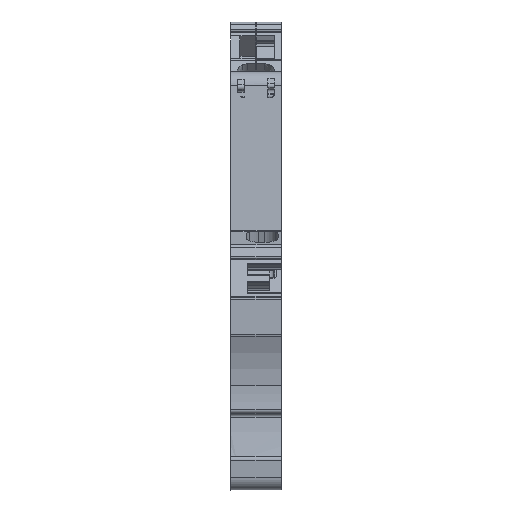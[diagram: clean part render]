
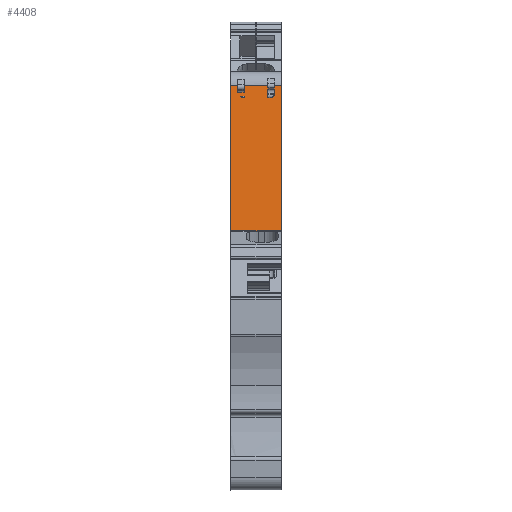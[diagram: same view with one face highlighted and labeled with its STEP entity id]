
A CAD part, front view. The second image highlights one B-rep face of the part: STEP entity #4408.
In plain terms, the highlighted planar face has unit normal (0, -0.994, 0.108).
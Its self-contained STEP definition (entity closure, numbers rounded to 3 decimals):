
#4275=AXIS2_PLACEMENT_3D('Plane Axis2P3D',#4272,#4273,#4274) ;
#4242=CARTESIAN_POINT('Vertex',(0.,9.22,40.358)) ;
#4254=CARTESIAN_POINT('Vertex',(7.9,9.22,40.358)) ;
#4257=CARTESIAN_POINT('Line Origine',(3.95,9.22,40.358)) ;
#4272=CARTESIAN_POINT('Axis2P3D Location',(-1.,9.22,40.358)) ;
#4277=CARTESIAN_POINT('Line Origine',(3.95,11.665,62.919)) ;
#4281=CARTESIAN_POINT('Vertex',(5.8,11.665,62.919)) ;
#4283=CARTESIAN_POINT('Vertex',(2.1,11.665,62.919)) ;
#4286=CARTESIAN_POINT('Line Origine',(2.1,11.61,62.412)) ;
#4290=CARTESIAN_POINT('Vertex',(2.1,11.555,61.904)) ;
#4293=CARTESIAN_POINT('Line Origine',(1.6,11.555,61.904)) ;
#4297=CARTESIAN_POINT('Vertex',(1.1,11.555,61.904)) ;
#4300=CARTESIAN_POINT('Line Origine',(1.1,11.61,62.412)) ;
#4304=CARTESIAN_POINT('Vertex',(1.1,11.665,62.919)) ;
#4307=CARTESIAN_POINT('Line Origine',(0.55,11.665,62.919)) ;
#4311=CARTESIAN_POINT('Vertex',(0.,11.665,62.919)) ;
#4314=CARTESIAN_POINT('Line Origine',(0.,10.442,51.639)) ;
#4319=CARTESIAN_POINT('Line Origine',(7.9,10.442,51.639)) ;
#4323=CARTESIAN_POINT('Vertex',(7.9,11.665,62.919)) ;
#4326=CARTESIAN_POINT('Line Origine',(7.35,11.665,62.919)) ;
#4330=CARTESIAN_POINT('Vertex',(6.8,11.665,62.919)) ;
#4333=CARTESIAN_POINT('Line Origine',(6.8,11.582,62.156)) ;
#4337=CARTESIAN_POINT('Vertex',(6.8,11.499,61.393)) ;
#4340=CARTESIAN_POINT('Line Origine',(6.632,11.481,61.225)) ;
#4344=CARTESIAN_POINT('Vertex',(6.465,11.463,61.056)) ;
#4347=CARTESIAN_POINT('Line Origine',(6.132,11.463,61.056)) ;
#4351=CARTESIAN_POINT('Vertex',(5.8,11.463,61.056)) ;
#4354=CARTESIAN_POINT('Line Origine',(5.8,11.564,61.988)) ;
#4374=CARTESIAN_POINT('Line Origine',(1.576,11.481,61.225)) ;
#4378=CARTESIAN_POINT('Vertex',(1.625,11.475,61.173)) ;
#4380=CARTESIAN_POINT('Vertex',(1.526,11.487,61.277)) ;
#4383=CARTESIAN_POINT('Line Origine',(1.813,11.487,61.277)) ;
#4387=CARTESIAN_POINT('Vertex',(2.1,11.487,61.277)) ;
#4390=CARTESIAN_POINT('Line Origine',(2.1,11.481,61.225)) ;
#4394=CARTESIAN_POINT('Vertex',(2.1,11.475,61.173)) ;
#4397=CARTESIAN_POINT('Line Origine',(1.862,11.475,61.173)) ;
#4258=DIRECTION('Vector Direction',(1.,0.,0.)) ;
#4273=DIRECTION('Axis2P3D Direction',(0.,-0.994,0.108)) ;
#4274=DIRECTION('Axis2P3D XDirection',(0.,0.108,0.994)) ;
#4278=DIRECTION('Vector Direction',(-1.,0.,0.)) ;
#4287=DIRECTION('Vector Direction',(0.,0.108,0.994)) ;
#4294=DIRECTION('Vector Direction',(1.,0.,0.)) ;
#4301=DIRECTION('Vector Direction',(0.,0.108,0.994)) ;
#4308=DIRECTION('Vector Direction',(-1.,0.,0.)) ;
#4315=DIRECTION('Vector Direction',(0.,0.108,0.994)) ;
#4320=DIRECTION('Vector Direction',(0.,0.108,0.994)) ;
#4327=DIRECTION('Vector Direction',(-1.,0.,0.)) ;
#4334=DIRECTION('Vector Direction',(0.,0.108,0.994)) ;
#4341=DIRECTION('Vector Direction',(-0.703,-0.077,-0.707)) ;
#4348=DIRECTION('Vector Direction',(-1.,0.,0.)) ;
#4355=DIRECTION('Vector Direction',(0.,0.108,0.994)) ;
#4375=DIRECTION('Vector Direction',(0.683,-0.079,-0.726)) ;
#4384=DIRECTION('Vector Direction',(-1.,0.,0.)) ;
#4391=DIRECTION('Vector Direction',(0.,0.108,0.994)) ;
#4398=DIRECTION('Vector Direction',(-1.,0.,0.)) ;
#4259=VECTOR('Line Direction',#4258,1.) ;
#4279=VECTOR('Line Direction',#4278,1.) ;
#4288=VECTOR('Line Direction',#4287,1.) ;
#4295=VECTOR('Line Direction',#4294,1.) ;
#4302=VECTOR('Line Direction',#4301,1.) ;
#4309=VECTOR('Line Direction',#4308,1.) ;
#4316=VECTOR('Line Direction',#4315,1.) ;
#4321=VECTOR('Line Direction',#4320,1.) ;
#4328=VECTOR('Line Direction',#4327,1.) ;
#4335=VECTOR('Line Direction',#4334,1.) ;
#4342=VECTOR('Line Direction',#4341,1.) ;
#4349=VECTOR('Line Direction',#4348,1.) ;
#4356=VECTOR('Line Direction',#4355,1.) ;
#4376=VECTOR('Line Direction',#4375,1.) ;
#4385=VECTOR('Line Direction',#4384,1.) ;
#4392=VECTOR('Line Direction',#4391,1.) ;
#4399=VECTOR('Line Direction',#4398,1.) ;
#4360=ORIENTED_EDGE('',*,*,#4285,.T.) ;
#4361=ORIENTED_EDGE('',*,*,#4292,.F.) ;
#4362=ORIENTED_EDGE('',*,*,#4299,.F.) ;
#4363=ORIENTED_EDGE('',*,*,#4306,.T.) ;
#4364=ORIENTED_EDGE('',*,*,#4313,.T.) ;
#4365=ORIENTED_EDGE('',*,*,#4318,.T.) ;
#4366=ORIENTED_EDGE('',*,*,#4261,.F.) ;
#4367=ORIENTED_EDGE('',*,*,#4325,.F.) ;
#4368=ORIENTED_EDGE('',*,*,#4332,.T.) ;
#4369=ORIENTED_EDGE('',*,*,#4339,.F.) ;
#4370=ORIENTED_EDGE('',*,*,#4346,.T.) ;
#4371=ORIENTED_EDGE('',*,*,#4353,.T.) ;
#4372=ORIENTED_EDGE('',*,*,#4358,.T.) ;
#4403=ORIENTED_EDGE('',*,*,#4382,.T.) ;
#4404=ORIENTED_EDGE('',*,*,#4389,.F.) ;
#4405=ORIENTED_EDGE('',*,*,#4396,.F.) ;
#4406=ORIENTED_EDGE('',*,*,#4401,.T.) ;
#4407=FACE_BOUND('',#4402,.T.) ;
#4408=ADVANCED_FACE('Brep With Voids',(#4373,#4407),#4276,.T.) ;
#4261=EDGE_CURVE('',#4255,#4243,#4260,.F.) ;
#4285=EDGE_CURVE('',#4282,#4284,#4280,.T.) ;
#4292=EDGE_CURVE('',#4291,#4284,#4289,.T.) ;
#4299=EDGE_CURVE('',#4298,#4291,#4296,.T.) ;
#4306=EDGE_CURVE('',#4298,#4305,#4303,.T.) ;
#4313=EDGE_CURVE('',#4305,#4312,#4310,.T.) ;
#4318=EDGE_CURVE('',#4312,#4243,#4317,.F.) ;
#4325=EDGE_CURVE('',#4324,#4255,#4322,.F.) ;
#4332=EDGE_CURVE('',#4324,#4331,#4329,.T.) ;
#4339=EDGE_CURVE('',#4338,#4331,#4336,.T.) ;
#4346=EDGE_CURVE('',#4338,#4345,#4343,.T.) ;
#4353=EDGE_CURVE('',#4345,#4352,#4350,.T.) ;
#4358=EDGE_CURVE('',#4352,#4282,#4357,.T.) ;
#4382=EDGE_CURVE('',#4379,#4381,#4377,.F.) ;
#4389=EDGE_CURVE('',#4388,#4381,#4386,.T.) ;
#4396=EDGE_CURVE('',#4395,#4388,#4393,.T.) ;
#4401=EDGE_CURVE('',#4395,#4379,#4400,.T.) ;
#4359=EDGE_LOOP('',(#4360,#4361,#4362,#4363,#4364,#4365,#4366,#4367,#4368,#4369,#4370,#4371,#4372)) ;
#4402=EDGE_LOOP('',(#4403,#4404,#4405,#4406)) ;
#4373=FACE_OUTER_BOUND('',#4359,.T.) ;
#4260=LINE('Line',#4257,#4259) ;
#4280=LINE('Line',#4277,#4279) ;
#4289=LINE('Line',#4286,#4288) ;
#4296=LINE('Line',#4293,#4295) ;
#4303=LINE('Line',#4300,#4302) ;
#4310=LINE('Line',#4307,#4309) ;
#4317=LINE('Line',#4314,#4316) ;
#4322=LINE('Line',#4319,#4321) ;
#4329=LINE('Line',#4326,#4328) ;
#4336=LINE('Line',#4333,#4335) ;
#4343=LINE('Line',#4340,#4342) ;
#4350=LINE('Line',#4347,#4349) ;
#4357=LINE('Line',#4354,#4356) ;
#4377=LINE('Line',#4374,#4376) ;
#4386=LINE('Line',#4383,#4385) ;
#4393=LINE('Line',#4390,#4392) ;
#4400=LINE('Line',#4397,#4399) ;
#4276=PLANE('',#4275) ;
#4243=VERTEX_POINT('',#4242) ;
#4255=VERTEX_POINT('',#4254) ;
#4282=VERTEX_POINT('',#4281) ;
#4284=VERTEX_POINT('',#4283) ;
#4291=VERTEX_POINT('',#4290) ;
#4298=VERTEX_POINT('',#4297) ;
#4305=VERTEX_POINT('',#4304) ;
#4312=VERTEX_POINT('',#4311) ;
#4324=VERTEX_POINT('',#4323) ;
#4331=VERTEX_POINT('',#4330) ;
#4338=VERTEX_POINT('',#4337) ;
#4345=VERTEX_POINT('',#4344) ;
#4352=VERTEX_POINT('',#4351) ;
#4379=VERTEX_POINT('',#4378) ;
#4381=VERTEX_POINT('',#4380) ;
#4388=VERTEX_POINT('',#4387) ;
#4395=VERTEX_POINT('',#4394) ;
